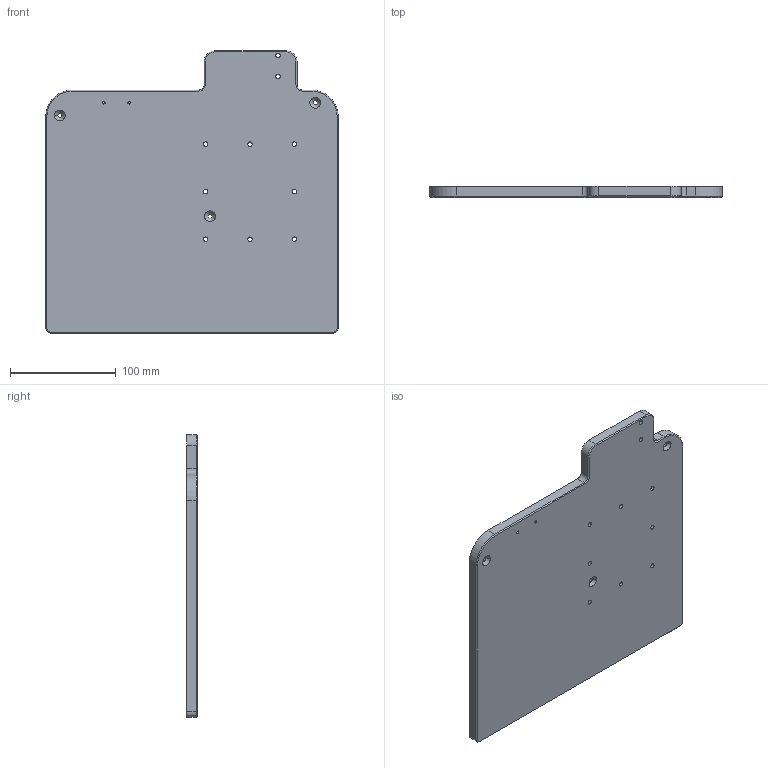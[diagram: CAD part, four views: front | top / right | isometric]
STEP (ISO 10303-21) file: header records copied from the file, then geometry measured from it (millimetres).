
FILE_DESCRIPTION((''),'2;1');
FILE_NAME('VIDEO-SUPPORT-ARRIERE-EPSON','2019-07-10T',('Utilisateur'),(''),'PRO/ENGINEER BY PARAMETRIC TECHNOLOGY CORPORATION, 2014210','PRO/ENGINEER BY PARAMETRIC TECHNOLOGY CORPORATION, 2014210','');
FILE_SCHEMA(('CONFIG_CONTROL_DESIGN'));
Length unit declared in the file: millimetre
Products named in the file (1): VIDEO-SUPPORT-ARRIERE-EPSON
Bounding box: 277 x 10 x 267.4 mm (x, y, z)
Volume: 664781 mm3; surface area: 144836.8 mm2
Topology: 1 solids, 1 shells, 70 faces, 182 edges, 114 vertices
Faces by surface type: cylinder 38, plane 18, cone 14
Entity records: 2258 total; most frequent: DIRECTION 412, CARTESIAN_POINT 366, ORIENTED_EDGE 364, EDGE_CURVE 182, AXIS2_PLACEMENT_3D 160, VERTEX_POINT 114, EDGE_LOOP 100, VECTOR 92
